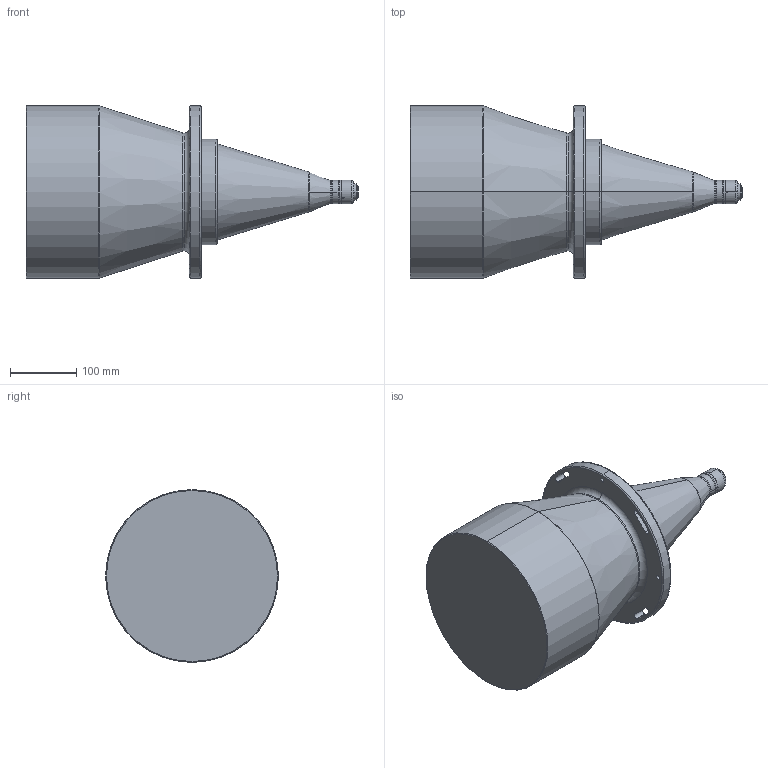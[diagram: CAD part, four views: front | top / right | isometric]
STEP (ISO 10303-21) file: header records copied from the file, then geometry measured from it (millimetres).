
FILE_DESCRIPTION (( 'STEP AP203' ), '1' );
FILE_NAME ('DTCM125-216-AL.STEP', '2019-11-13T03:45:49', ( 'Windows 蚚誧' ), ( '' ), 'SwSTEP 2.0', 'SolidWorks 2017', '' );
FILE_SCHEMA (( 'CONFIG_CONTROL_DESIGN' ));
Length unit declared in the file: millimetre
Products named in the file (1): DTCM125-216-AL
Bounding box: 500.6 x 260 x 260 mm (x, y, z)
Volume: 13620277.9 mm3; surface area: 390419.4 mm2
Topology: 1 solids, 1 shells, 105 faces, 257 edges, 157 vertices
Faces by surface type: cylinder 56, cone 26, bspline 12, plane 9, torus 2
Entity records: 3412 total; most frequent: CARTESIAN_POINT 856, DIRECTION 555, ORIENTED_EDGE 502, EDGE_CURVE 251, AXIS2_PLACEMENT_3D 236, VERTEX_POINT 157, CIRCLE 142, EDGE_LOOP 130
